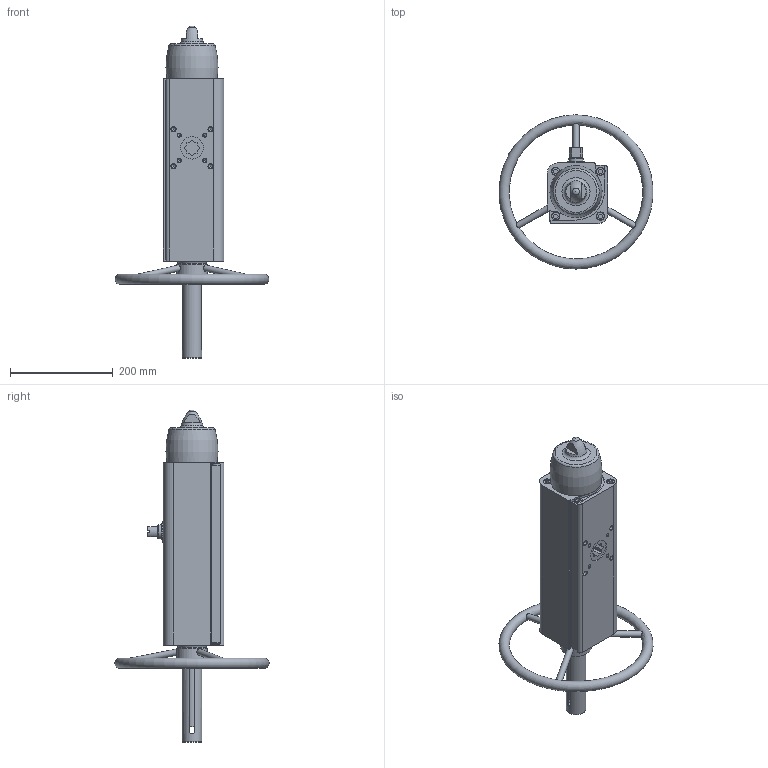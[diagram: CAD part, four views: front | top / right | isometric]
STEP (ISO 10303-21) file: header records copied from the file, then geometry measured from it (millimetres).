
FILE_DESCRIPTION(/* description */ ('STEP AP214'),/* implementation_level */ '2;1');
FILE_NAME(/* name */ '8005040_DAPS-0180-090-RS3-F0710-MW',/* time_stamp */ '2024-08-13T16:35:57+02:00',/* author */ ('License CC BY-ND 4.0'),/* organization */ ('CADENAS'),/* preprocessor_version */ 'ST-DEVELOPER v19.3',/* originating_system */ 'PARTsolutions',/* authorisation */ ' ');
FILE_SCHEMA (('AUTOMOTIVE_DESIGN {1 0 10303 214 3 1 1}'));
Length unit declared in the file: millimetre
Products named in the file (3): 8005040 DAPS-0180-090-RS3-F0710-MW---0; 8005040 DAPS-0180-090-RS3-F0710-MW---(1); 8005040 DAPS-0180-090-RS3-F0710-MW---(2)
Assembly tree (2 placements, depth 2):
  8005040 DAPS-0180-090-RS3-F0710-MW---0
    8005040 DAPS-0180-090-RS3-F0710-MW---(1)
    8005040 DAPS-0180-090-RS3-F0710-MW---(2)
Bounding box: 299.24 x 299.99 x 646.1 mm (x, y, z)
Volume: 5868211.1 mm3; surface area: 352990.4 mm2
Topology: 2 solids, 2 shells, 287 faces, 734 edges, 473 vertices
Faces by surface type: plane 155, cylinder 76, cone 41, torus 15
Full cylindrical faces by diameter (mm): 4.134 x8, 4.917 x1, 6.647 x4, 8.376 x4, 8.566 x2, 12 x3, 16 x8, 28 x1, 31.3 x1, 33 x1, 38 x1, 41 x2, 44 x2, 56 x1, 60 x1
Entity records: 8048 total; most frequent: CARTESIAN_POINT 1494, DIRECTION 1358, ORIENTED_EDGE 1184, EDGE_CURVE 592, AXIS2_PLACEMENT_3D 492, VERTEX_POINT 447, FACE_BOUND 433, EDGE_LOOP 413
